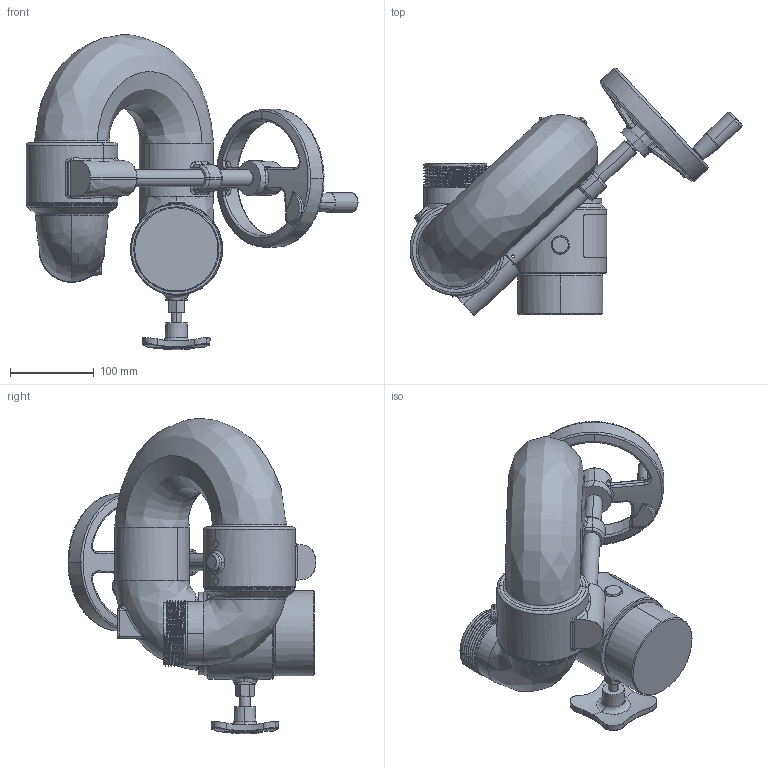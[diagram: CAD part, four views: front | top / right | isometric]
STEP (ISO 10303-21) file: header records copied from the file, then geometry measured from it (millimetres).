
FILE_DESCRIPTION (( 'STEP AP203' ), '1' );
FILE_NAME ('8393_Stingray_npt.STEP', '2013-04-25T21:23:47', ( 'eb' ), ( '' ), 'SwSTEP 2.0', 'SolidWorks 2013', '' );
FILE_SCHEMA (( 'CONFIG_CONTROL_DESIGN' ));
Length unit declared in the file: inch
Products named in the file (13): tim-8297(2.0)52018000CAPLUG (PLASTIC)10NULL; Release-Details 35000 - 3999936704001Handle-Spinner (Brass)_10NULL; Release-Details 70000 - 7499971236001HANDWHEEL (BRASS) W .625 BORE20NULL; 15586001; Products.Monitors.299-11 (Python)-299-1162806001lock stud (299-11) BrassC20NULL; Products.Monitors.8393 (Stingray)-Williams10798001Adapter - BG10NULL; Products.Monitors.299-11 (Python)-299-1147520001lock nut_20NULL; Products.Monitors.8393 (Stingray)-Stingray16715001Body - Monitor (8393)40NULL; Products.Monitors.299-11 (Python)-299-1142079001Lock-Knob (Brass)REL10NULL; Release-Details 40000 - 4499944337000Label-Identification (Stingray)10NULL; Products.Monitors.8393 (Stingray)-Williams64042001Shaft-Handwheel (Brass)10NULL; 8393_Stingray_npt; tim-8393(2.0)28127001ELBOW-DISC (VANED) 8393(2.0)D40NULL
Assembly tree (12 placements, depth 2):
  8393_Stingray_npt
    Products.Monitors.299-11 (Python)-299-1162806001lock stud (299-11) BrassC20NULL
    Products.Monitors.299-11 (Python)-299-1147520001lock nut_20NULL
    Products.Monitors.299-11 (Python)-299-1142079001Lock-Knob (Brass)REL10NULL
    Products.Monitors.8393 (Stingray)-Williams64042001Shaft-Handwheel (Brass)10NULL
    tim-8393(2.0)28127001ELBOW-DISC (VANED) 8393(2.0)D40NULL
    tim-8297(2.0)52018000CAPLUG (PLASTIC)10NULL
    Release-Details 35000 - 3999936704001Handle-Spinner (Brass)_10NULL
    Release-Details 70000 - 7499971236001HANDWHEEL (BRASS) W .625 BORE20NULL
    15586001
    Products.Monitors.8393 (Stingray)-Williams10798001Adapter - BG10NULL
    Products.Monitors.8393 (Stingray)-Stingray16715001Body - Monitor (8393)40NULL
    Release-Details 40000 - 4499944337000Label-Identification (Stingray)10NULL
Bounding box: 396.26 x 295.91 x 376.17 mm (x, y, z)
Volume: 2140487.6 mm3; surface area: 465136.1 mm2
Topology: 10 solids, 15 shells, 680 faces, 1654 edges, 1025 vertices
Faces by surface type: bspline 320, cylinder 175, plane 93, cone 92
Entity records: 66991 total; most frequent: CARTESIAN_POINT 52528, ORIENTED_EDGE 3266, DIRECTION 1933, EDGE_CURVE 1638, VERTEX_POINT 1025, AXIS2_PLACEMENT_3D 819, B_SPLINE_CURVE_WITH_KNOTS 773, EDGE_LOOP 734
